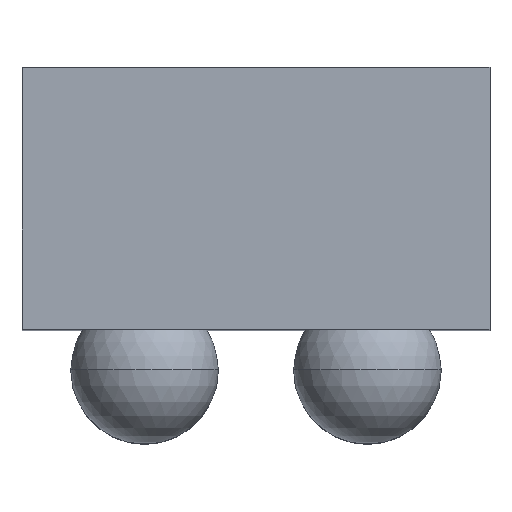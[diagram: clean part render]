
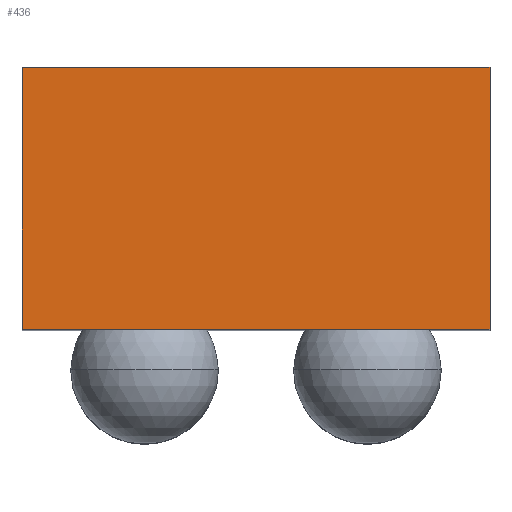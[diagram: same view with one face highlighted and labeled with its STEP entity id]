
A CAD part, top view. The second image highlights one B-rep face of the part: STEP entity #436.
In plain terms, the highlighted planar face has unit normal (0, 0, 1).
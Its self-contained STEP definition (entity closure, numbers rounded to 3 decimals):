
#7 = CARTESIAN_POINT ( 'NONE',  ( 0.42, 0.205, 0.62 ) ) ;
#8 = ORIENTED_EDGE ( 'NONE', *, *, #383, .F. ) ;
#34 = EDGE_LOOP ( 'NONE', ( #126, #8, #401, #553 ) ) ;
#35 = AXIS2_PLACEMENT_3D ( 'NONE', #309, #263, #536 ) ;
#47 = CARTESIAN_POINT ( 'NONE',  ( 0.42, 0.205, 0.62 ) ) ;
#52 = CARTESIAN_POINT ( 'NONE',  ( -0.42, 0.205, 0.62 ) ) ;
#84 = CARTESIAN_POINT ( 'NONE',  ( -0.42, 0.205, 0.62 ) ) ;
#126 = ORIENTED_EDGE ( 'NONE', *, *, #649, .F. ) ;
#149 = VERTEX_POINT ( 'NONE', #163 ) ;
#163 = CARTESIAN_POINT ( 'NONE',  ( -0.42, 0.675, 0.62 ) ) ;
#167 = VERTEX_POINT ( 'NONE', #52 ) ;
#191 = FACE_OUTER_BOUND ( 'NONE', #34, .T. ) ;
#223 = VERTEX_POINT ( 'NONE', #47 ) ;
#240 = CARTESIAN_POINT ( 'NONE',  ( 0.42, 0.675, 0.62 ) ) ;
#247 = PLANE ( 'NONE',  #35 ) ;
#263 = DIRECTION ( 'NONE',  ( 0., 0., 1. ) ) ;
#265 = LINE ( 'NONE', #84, #449 ) ;
#277 = CARTESIAN_POINT ( 'NONE',  ( -0.42, 0.675, 0.62 ) ) ;
#298 = VERTEX_POINT ( 'NONE', #240 ) ;
#307 = CARTESIAN_POINT ( 'NONE',  ( -0.42, 0.205, 0.62 ) ) ;
#309 = CARTESIAN_POINT ( 'NONE',  ( -0.42, 0.205, 0.62 ) ) ;
#327 = EDGE_CURVE ( 'NONE', #167, #223, #265, .T. ) ;
#367 = DIRECTION ( 'NONE',  ( 1., 0., 0. ) ) ;
#383 = EDGE_CURVE ( 'NONE', #167, #149, #683, .T. ) ;
#401 = ORIENTED_EDGE ( 'NONE', *, *, #327, .T. ) ;
#406 = LINE ( 'NONE', #277, #632 ) ;
#436 = ADVANCED_FACE ( 'NONE', ( #191 ), #247, .T. ) ;
#449 = VECTOR ( 'NONE', #367, 1000. ) ;
#453 = DIRECTION ( 'NONE',  ( 1., 0., 0. ) ) ;
#496 = DIRECTION ( 'NONE',  ( 0., 1., 0. ) ) ;
#510 = LINE ( 'NONE', #7, #643 ) ;
#536 = DIRECTION ( 'NONE',  ( 1., 0., 0. ) ) ;
#553 = ORIENTED_EDGE ( 'NONE', *, *, #604, .T. ) ;
#585 = DIRECTION ( 'NONE',  ( 0., 1., 0. ) ) ;
#604 = EDGE_CURVE ( 'NONE', #223, #298, #510, .T. ) ;
#632 = VECTOR ( 'NONE', #453, 1000. ) ;
#643 = VECTOR ( 'NONE', #496, 1000. ) ;
#649 = EDGE_CURVE ( 'NONE', #149, #298, #406, .T. ) ;
#666 = VECTOR ( 'NONE', #585, 1000. ) ;
#683 = LINE ( 'NONE', #307, #666 ) ;
